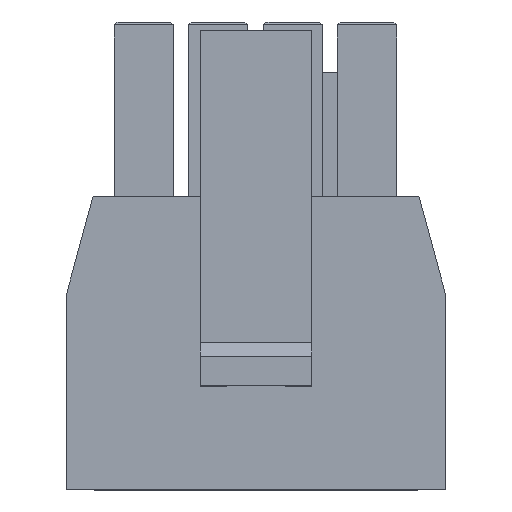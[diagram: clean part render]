
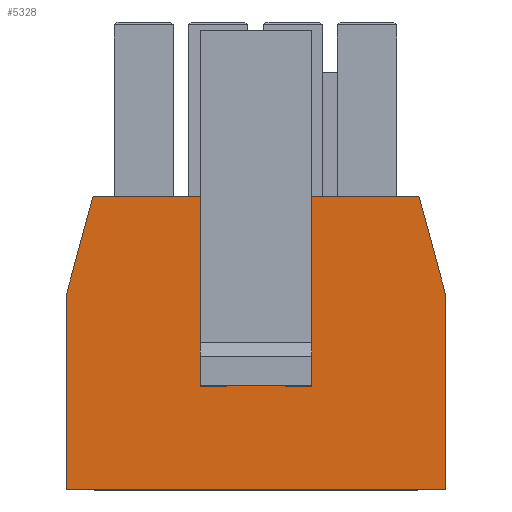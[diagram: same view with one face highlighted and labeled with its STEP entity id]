
A CAD part, top view. The second image highlights one B-rep face of the part: STEP entity #5328.
In plain terms, the highlighted planar face has unit normal (0, 0, 1).
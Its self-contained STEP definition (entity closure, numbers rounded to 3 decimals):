
#900=ORIENTED_EDGE('',*,*,#1635,.T.);
#901=ORIENTED_EDGE('',*,*,#2131,.T.);
#902=ORIENTED_EDGE('',*,*,#1644,.T.);
#903=ORIENTED_EDGE('',*,*,#2132,.T.);
#904=ORIENTED_EDGE('',*,*,#2133,.F.);
#905=ORIENTED_EDGE('',*,*,#1641,.T.);
#906=ORIENTED_EDGE('',*,*,#2134,.F.);
#907=ORIENTED_EDGE('',*,*,#1646,.T.);
#908=ORIENTED_EDGE('',*,*,#2129,.F.);
#909=ORIENTED_EDGE('',*,*,#1968,.F.);
#910=ORIENTED_EDGE('',*,*,#2053,.T.);
#911=ORIENTED_EDGE('',*,*,#2135,.T.);
#912=ORIENTED_EDGE('',*,*,#2047,.T.);
#913=ORIENTED_EDGE('',*,*,#2136,.F.);
#1635=EDGE_CURVE('',#2391,#2389,#2883,.F.);
#1641=EDGE_CURVE('',#2394,#2396,#2886,.F.);
#1644=EDGE_CURVE('',#2397,#2398,#2887,.T.);
#1646=EDGE_CURVE('',#2400,#2399,#2888,.T.);
#1968=EDGE_CURVE('',#2624,#2625,#3209,.T.);
#2047=EDGE_CURVE('',#2692,#2691,#3288,.T.);
#2053=EDGE_CURVE('',#2624,#2695,#3294,.T.);
#2129=EDGE_CURVE('',#2625,#2742,#3370,.T.);
#2131=EDGE_CURVE('',#2389,#2397,#3372,.T.);
#2132=EDGE_CURVE('',#2398,#2391,#3373,.T.);
#2133=EDGE_CURVE('',#2394,#2399,#3374,.T.);
#2134=EDGE_CURVE('',#2400,#2396,#3375,.T.);
#2135=EDGE_CURVE('',#2695,#2692,#3376,.T.);
#2136=EDGE_CURVE('',#2742,#2691,#3377,.T.);
#2389=VERTEX_POINT('',#7255);
#2391=VERTEX_POINT('',#7258);
#2394=VERTEX_POINT('',#7265);
#2396=VERTEX_POINT('',#7269);
#2397=VERTEX_POINT('',#7273);
#2398=VERTEX_POINT('',#7275);
#2399=VERTEX_POINT('',#7279);
#2400=VERTEX_POINT('',#7281);
#2624=VERTEX_POINT('',#7918);
#2625=VERTEX_POINT('',#7920);
#2691=VERTEX_POINT('',#8072);
#2692=VERTEX_POINT('',#8074);
#2695=VERTEX_POINT('',#8084);
#2742=VERTEX_POINT('',#8237);
#2883=LINE('',#7257,#3632);
#2886=LINE('',#7270,#3635);
#2887=LINE('',#7276,#3636);
#2888=LINE('',#7280,#3637);
#3209=LINE('',#7919,#3958);
#3288=LINE('',#8073,#4037);
#3294=LINE('',#8085,#4043);
#3370=LINE('',#8236,#4119);
#3372=LINE('',#8240,#4121);
#3373=LINE('',#8241,#4122);
#3374=LINE('',#8242,#4123);
#3375=LINE('',#8243,#4124);
#3376=LINE('',#8244,#4125);
#3377=LINE('',#8245,#4126);
#3632=VECTOR('',#5871,1000.);
#3635=VECTOR('',#5882,1000.);
#3636=VECTOR('',#5889,1000.);
#3637=VECTOR('',#5894,1000.);
#3958=VECTOR('',#6401,1000.);
#4037=VECTOR('',#6496,1000.);
#4043=VECTOR('',#6506,1000.);
#4119=VECTOR('',#6640,1000.);
#4121=VECTOR('',#6644,1000.);
#4122=VECTOR('',#6645,1000.);
#4123=VECTOR('',#6646,1000.);
#4124=VECTOR('',#6647,1000.);
#4125=VECTOR('',#6648,1000.);
#4126=VECTOR('',#6649,1000.);
#4474=EDGE_LOOP('',(#900,#901,#902,#903));
#4475=EDGE_LOOP('',(#904,#905,#906,#907));
#4476=EDGE_LOOP('',(#908,#909,#910,#911,#912,#913));
#4771=FACE_BOUND('',#4474,.T.);
#4772=FACE_BOUND('',#4475,.T.);
#4773=FACE_BOUND('',#4476,.T.);
#5049=PLANE('',#5633);
#5328=ADVANCED_FACE('',(#4771,#4772,#4773),#5049,.F.);
#5633=AXIS2_PLACEMENT_3D('',#8239,#6642,#6643);
#5871=DIRECTION('',(-1.,0.,0.));
#5882=DIRECTION('',(-1.,0.,0.));
#5889=DIRECTION('',(-1.,0.,0.));
#5894=DIRECTION('',(-1.,0.,0.));
#6401=DIRECTION('',(1.,0.,0.));
#6496=DIRECTION('',(1.,0.,0.));
#6506=DIRECTION('',(-0.261,-0.965,0.));
#6640=DIRECTION('',(0.261,-0.965,0.));
#6642=DIRECTION('',(0.,0.,-1.));
#6643=DIRECTION('',(-1.,0.,0.));
#6644=DIRECTION('',(0.,-1.,0.));
#6645=DIRECTION('',(0.,1.,0.));
#6646=DIRECTION('',(0.,-1.,0.));
#6647=DIRECTION('',(0.,1.,0.));
#6648=DIRECTION('',(0.,-1.,0.));
#6649=DIRECTION('',(0.,-1.,0.));
#7255=CARTESIAN_POINT('',(-1.,9.53,1.72));
#7257=CARTESIAN_POINT('',(1.875,9.53,1.72));
#7258=CARTESIAN_POINT('',(-1.875,9.53,1.72));
#7265=CARTESIAN_POINT('',(1.,9.53,1.72));
#7269=CARTESIAN_POINT('',(1.875,9.53,1.72));
#7270=CARTESIAN_POINT('',(1.875,9.53,1.72));
#7273=CARTESIAN_POINT('',(-1.,7.43,1.72));
#7275=CARTESIAN_POINT('',(-1.875,7.43,1.72));
#7276=CARTESIAN_POINT('',(-1.875,7.43,1.72));
#7279=CARTESIAN_POINT('',(1.,7.43,1.72));
#7280=CARTESIAN_POINT('',(-1.875,7.43,1.72));
#7281=CARTESIAN_POINT('',(1.875,7.43,1.72));
#7918=CARTESIAN_POINT('',(-5.47,9.85,1.72));
#7919=CARTESIAN_POINT('',(-6.35,9.85,1.72));
#7920=CARTESIAN_POINT('',(5.47,9.85,1.72));
#8072=CARTESIAN_POINT('',(6.35,0.,1.72));
#8073=CARTESIAN_POINT('',(-6.35,0.,1.72));
#8074=CARTESIAN_POINT('',(-6.35,0.,1.72));
#8084=CARTESIAN_POINT('',(-6.35,6.6,1.72));
#8085=CARTESIAN_POINT('',(-5.47,9.85,1.72));
#8236=CARTESIAN_POINT('',(5.47,9.85,1.72));
#8237=CARTESIAN_POINT('',(6.35,6.6,1.72));
#8239=CARTESIAN_POINT('',(-6.35,9.85,1.72));
#8240=CARTESIAN_POINT('',(-1.,14.71,1.72));
#8241=CARTESIAN_POINT('',(-1.875,7.83,1.72));
#8242=CARTESIAN_POINT('',(1.,14.71,1.72));
#8243=CARTESIAN_POINT('',(1.875,7.83,1.72));
#8244=CARTESIAN_POINT('',(-6.35,9.85,1.72));
#8245=CARTESIAN_POINT('',(6.35,9.85,1.72));
